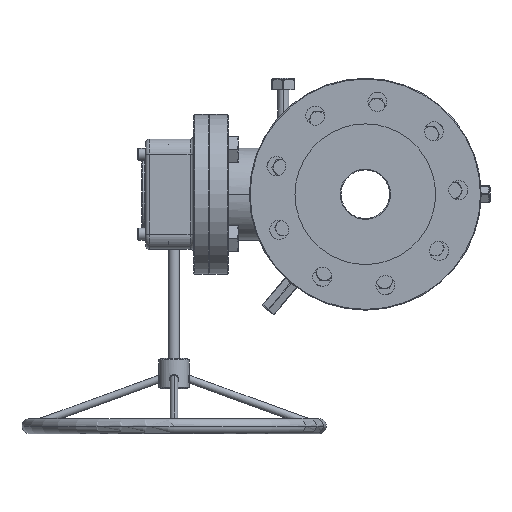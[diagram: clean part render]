
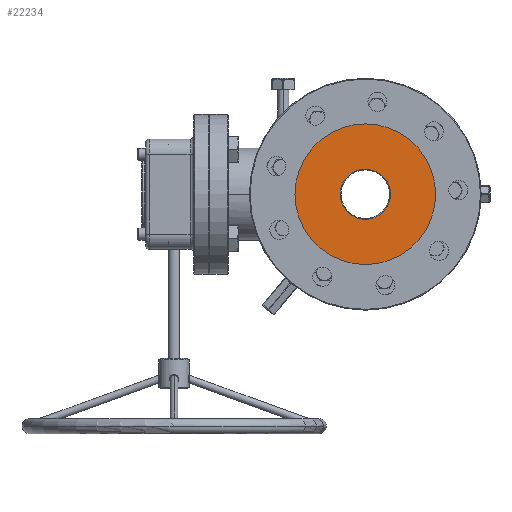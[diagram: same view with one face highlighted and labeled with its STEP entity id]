
A CAD part, left-side view. The second image highlights one B-rep face of the part: STEP entity #22234.
In plain terms, the highlighted planar face has unit normal (-1, 0, 0).
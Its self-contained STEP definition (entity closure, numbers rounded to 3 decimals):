
#44 = EDGE_LOOP ( 'NONE', ( #14224, #2798 ) ) ;
#788 = DIRECTION ( 'NONE',  ( -1., 0., 0. ) ) ;
#1725 = AXIS2_PLACEMENT_3D ( 'NONE', #24271, #18019, #22776 ) ;
#1773 = DIRECTION ( 'NONE',  ( -1., 0., 0. ) ) ;
#1962 = DIRECTION ( 'NONE',  ( 0., -1., 0. ) ) ;
#2798 = ORIENTED_EDGE ( 'NONE', *, *, #18938, .T. ) ;
#3797 = DIRECTION ( 'NONE',  ( 0., -1., 0. ) ) ;
#3996 = CARTESIAN_POINT ( 'NONE',  ( -292., 0., 0. ) ) ;
#5565 = FACE_OUTER_BOUND ( 'NONE', #20183, .T. ) ;
#6065 = AXIS2_PLACEMENT_3D ( 'NONE', #15143, #9334, #13126 ) ;
#6799 = CIRCLE ( 'NONE', #21891, 92.5 ) ;
#9021 = DIRECTION ( 'NONE',  ( 0., -1., 0. ) ) ;
#9248 = CARTESIAN_POINT ( 'NONE',  ( -292., 0., 33. ) ) ;
#9334 = DIRECTION ( 'NONE',  ( -1., 0., 0. ) ) ;
#10784 = CIRCLE ( 'NONE', #1725, 33. ) ;
#11046 = CARTESIAN_POINT ( 'NONE',  ( -292., 0., 0. ) ) ;
#11178 = AXIS2_PLACEMENT_3D ( 'NONE', #3996, #22351, #1962 ) ;
#11703 = VERTEX_POINT ( 'NONE', #9248 ) ;
#12605 = VERTEX_POINT ( 'NONE', #16040 ) ;
#13126 = DIRECTION ( 'NONE',  ( 0., -1., 0. ) ) ;
#13415 = VERTEX_POINT ( 'NONE', #21760 ) ;
#14224 = ORIENTED_EDGE ( 'NONE', *, *, #14633, .T. ) ;
#14633 = EDGE_CURVE ( 'NONE', #11703, #18995, #18064, .T. ) ;
#15143 = CARTESIAN_POINT ( 'NONE',  ( -292., 0., 0. ) ) ;
#15766 = AXIS2_PLACEMENT_3D ( 'NONE', #16066, #1773, #3797 ) ;
#16040 = CARTESIAN_POINT ( 'NONE',  ( -292., 92.5, 0. ) ) ;
#16066 = CARTESIAN_POINT ( 'NONE',  ( -292., 0., 0. ) ) ;
#16095 = ORIENTED_EDGE ( 'NONE', *, *, #23653, .T. ) ;
#17700 = CIRCLE ( 'NONE', #6065, 92.5 ) ;
#18019 = DIRECTION ( 'NONE',  ( 1., 0., 0. ) ) ;
#18064 = CIRCLE ( 'NONE', #11178, 33. ) ;
#18571 = CARTESIAN_POINT ( 'NONE',  ( -292., 0., -33. ) ) ;
#18938 = EDGE_CURVE ( 'NONE', #18995, #11703, #10784, .T. ) ;
#18995 = VERTEX_POINT ( 'NONE', #18571 ) ;
#19716 = EDGE_CURVE ( 'NONE', #13415, #12605, #17700, .T. ) ;
#20183 = EDGE_LOOP ( 'NONE', ( #25697, #16095 ) ) ;
#21760 = CARTESIAN_POINT ( 'NONE',  ( -292., -92.5, 0. ) ) ;
#21891 = AXIS2_PLACEMENT_3D ( 'NONE', #11046, #788, #9021 ) ;
#22033 = PLANE ( 'NONE',  #15766 ) ;
#22234 = ADVANCED_FACE ( 'NONE', ( #22295, #5565 ), #22033, .T. ) ;
#22295 = FACE_BOUND ( 'NONE', #44, .T. ) ;
#22351 = DIRECTION ( 'NONE',  ( 1., 0., 0. ) ) ;
#22776 = DIRECTION ( 'NONE',  ( 0., -1., 0. ) ) ;
#23653 = EDGE_CURVE ( 'NONE', #12605, #13415, #6799, .T. ) ;
#24271 = CARTESIAN_POINT ( 'NONE',  ( -292., 0., 0. ) ) ;
#25697 = ORIENTED_EDGE ( 'NONE', *, *, #19716, .T. ) ;
